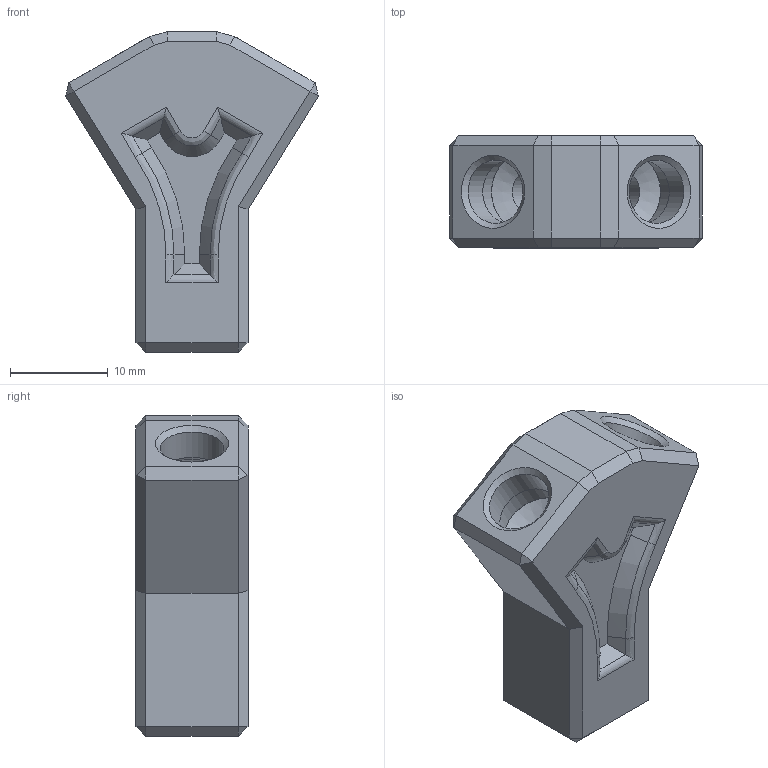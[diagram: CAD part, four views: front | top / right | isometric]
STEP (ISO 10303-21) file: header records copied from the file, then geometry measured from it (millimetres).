
FILE_DESCRIPTION(('FreeCAD Model'),'2;1');
FILE_NAME('Open CASCADE Shape Model','2025-01-15T12:16:27',(''),(''), 'Open CASCADE STEP processor 7.8','FreeCAD','Unknown');
FILE_SCHEMA(('AUTOMOTIVE_DESIGN { 1 0 10303 214 1 1 1 1 }'));
Length unit declared in the file: millimetre
Products named in the file (1): Y splitter
Bounding box: 25.91 x 11.5 x 32.88 mm (x, y, z)
Volume: 4294.8 mm3; surface area: 2835.1 mm2
Topology: 1 solids, 1 shells, 131 faces, 281 edges, 162 vertices
Faces by surface type: plane 55, bspline 52, cone 12, cylinder 12
Full cylindrical faces by diameter (mm): 2.4 x3, 4.3 x3, 6.5 x3, 8 x3
Entity records: 16969 total; most frequent: CARTESIAN_POINT 11742, DIRECTION 816, ORIENTED_EDGE 562, PCURVE 562, DEFINITIONAL_REPRESENTATION 562, LINE 554, VECTOR 554, EDGE_CURVE 281
